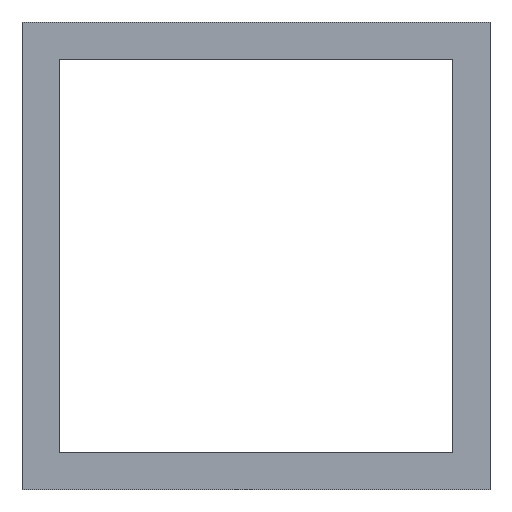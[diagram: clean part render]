
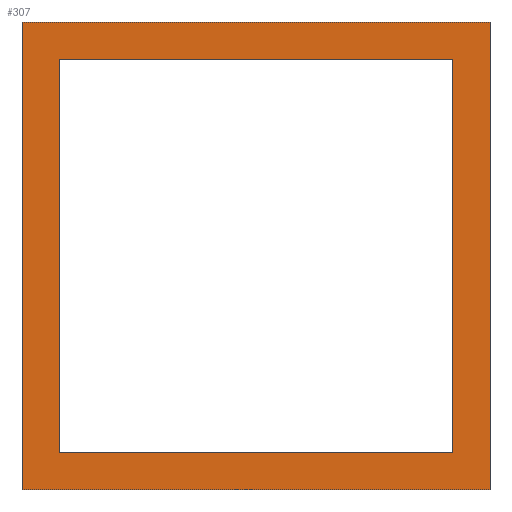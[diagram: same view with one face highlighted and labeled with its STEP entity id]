
A CAD part, front view. The second image highlights one B-rep face of the part: STEP entity #307.
In plain terms, the highlighted planar face has unit normal (0, -1, 0).
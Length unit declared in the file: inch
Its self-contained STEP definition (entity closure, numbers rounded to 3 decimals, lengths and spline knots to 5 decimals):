
#34=CARTESIAN_POINT('',(0.46,-2.75,0.21));
#35=VERTEX_POINT('',#34);
#42=CARTESIAN_POINT('',(0.04,-2.75,0.21));
#43=VERTEX_POINT('',#42);
#44=CARTESIAN_POINT('',(0.46,-2.75,0.21));
#45=DIRECTION('',(-1.,0.,0.));
#46=VECTOR('',#45,1.);
#47=LINE('',#44,#46);
#48=EDGE_CURVE('',#35,#43,#47,.T.);
#72=CARTESIAN_POINT('',(0.46,-2.75,-0.21));
#73=VERTEX_POINT('',#72);
#80=CARTESIAN_POINT('',(0.46,-2.75,-0.21));
#81=DIRECTION('',(0.,0.,1.));
#82=VECTOR('',#81,1.);
#83=LINE('',#80,#82);
#84=EDGE_CURVE('',#73,#35,#83,.T.);
#103=CARTESIAN_POINT('',(0.04,-2.75,-0.21));
#104=VERTEX_POINT('',#103);
#111=CARTESIAN_POINT('',(0.04,-2.75,-0.21));
#112=DIRECTION('',(1.,0.,0.));
#113=VECTOR('',#112,1.);
#114=LINE('',#111,#113);
#115=EDGE_CURVE('',#104,#73,#114,.T.);
#133=CARTESIAN_POINT('',(0.04,-2.75,0.21));
#134=DIRECTION('',(0.,0.,-1.));
#135=VECTOR('',#134,1.);
#136=LINE('',#133,#135);
#137=EDGE_CURVE('',#43,#104,#136,.T.);
#158=CARTESIAN_POINT('',(0.5,-2.75,-0.25));
#159=VERTEX_POINT('',#158);
#166=CARTESIAN_POINT('',(0.,-2.75,-0.25));
#167=VERTEX_POINT('',#166);
#168=CARTESIAN_POINT('',(0.,-2.75,-0.25));
#169=DIRECTION('',(-1.,0.,0.));
#170=VECTOR('',#169,1.);
#171=LINE('',#168,#170);
#172=EDGE_CURVE('',#159,#167,#171,.T.);
#196=CARTESIAN_POINT('',(0.5,-2.75,0.25));
#197=VERTEX_POINT('',#196);
#204=CARTESIAN_POINT('',(0.5,-2.75,-0.25));
#205=DIRECTION('',(0.,0.,-1.));
#206=VECTOR('',#205,1.);
#207=LINE('',#204,#206);
#208=EDGE_CURVE('',#197,#159,#207,.T.);
#227=CARTESIAN_POINT('',(0.,-2.75,0.25));
#228=VERTEX_POINT('',#227);
#235=CARTESIAN_POINT('',(0.5,-2.75,0.25));
#236=DIRECTION('',(1.,0.,0.));
#237=VECTOR('',#236,1.);
#238=LINE('',#235,#237);
#239=EDGE_CURVE('',#228,#197,#238,.T.);
#257=CARTESIAN_POINT('',(0.,-2.75,0.25));
#258=DIRECTION('',(0.,0.,1.));
#259=VECTOR('',#258,1.);
#260=LINE('',#257,#259);
#261=EDGE_CURVE('',#167,#228,#260,.T.);
#290=ORIENTED_EDGE('',*,*,#239,.F.);
#291=ORIENTED_EDGE('',*,*,#261,.F.);
#292=ORIENTED_EDGE('',*,*,#172,.F.);
#293=ORIENTED_EDGE('',*,*,#208,.F.);
#294=EDGE_LOOP('',(#290,#291,#292,#293));
#295=FACE_OUTER_BOUND('',#294,.T.);
#296=ORIENTED_EDGE('',*,*,#115,.F.);
#297=ORIENTED_EDGE('',*,*,#137,.F.);
#298=ORIENTED_EDGE('',*,*,#48,.F.);
#299=ORIENTED_EDGE('',*,*,#84,.F.);
#300=EDGE_LOOP('',(#296,#297,#298,#299));
#301=FACE_BOUND('',#300,.T.);
#302=CARTESIAN_POINT('',(0.04,-2.75,0.07882));
#303=DIRECTION('',(0.,1.,0.));
#304=DIRECTION('',(-1.,0.,0.));
#305=AXIS2_PLACEMENT_3D('',#302,#303,#304);
#306=PLANE('',#305);
#307=ADVANCED_FACE('',(#295,#301),#306,.F.);
